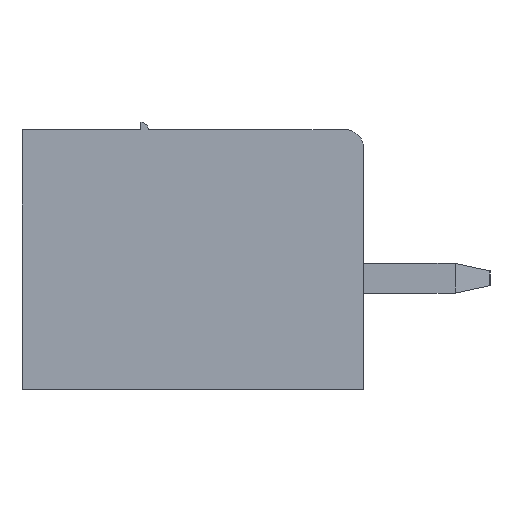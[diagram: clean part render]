
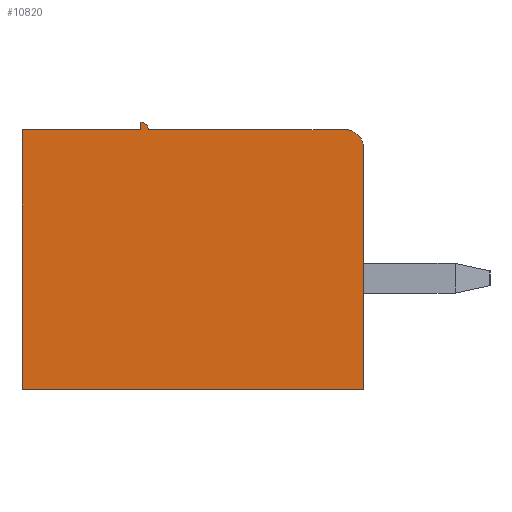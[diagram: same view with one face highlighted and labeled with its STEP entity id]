
A CAD part, left-side view. The second image highlights one B-rep face of the part: STEP entity #10820.
In plain terms, the highlighted planar face has unit normal (-1, 0, 0).
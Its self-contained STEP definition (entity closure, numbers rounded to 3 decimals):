
#377 = VECTOR ( 'NONE', #32814, 1000. ) ;
#569 = EDGE_CURVE ( 'NONE', #25284, #21256, #5546, .T. ) ;
#601 = DIRECTION ( 'NONE',  ( 0., -1., 0. ) ) ;
#660 = VERTEX_POINT ( 'NONE', #46337 ) ;
#878 = VECTOR ( 'NONE', #30629, 1000. ) ;
#1057 = VERTEX_POINT ( 'NONE', #13249 ) ;
#1530 = EDGE_LOOP ( 'NONE', ( #44612, #28280, #25335, #2006, #15403, #42184, #17124, #22892 ) ) ;
#1737 = VERTEX_POINT ( 'NONE', #36920 ) ;
#2006 = ORIENTED_EDGE ( 'NONE', *, *, #31507, .T. ) ;
#2732 = CARTESIAN_POINT ( 'NONE',  ( 0., 9.2, 7. ) ) ;
#2930 = VERTEX_POINT ( 'NONE', #5210 ) ;
#4054 = CARTESIAN_POINT ( 'NONE',  ( 0., 6., 7. ) ) ;
#4219 = DIRECTION ( 'NONE',  ( 0., 0., 1. ) ) ;
#5210 = CARTESIAN_POINT ( 'NONE',  ( 0., 9.2, 0. ) ) ;
#5546 = LINE ( 'NONE', #34140, #878 ) ;
#7536 = CARTESIAN_POINT ( 'NONE',  ( 0., 9.2, 7. ) ) ;
#7699 = CARTESIAN_POINT ( 'NONE',  ( 0., 9.2, 7. ) ) ;
#7899 = EDGE_CURVE ( 'NONE', #22483, #660, #17860, .T. ) ;
#10820 = ADVANCED_FACE ( 'NONE', ( #14762 ), #29258, .F. ) ;
#11679 = CARTESIAN_POINT ( 'NONE',  ( 0., 9.2, 7. ) ) ;
#13249 = CARTESIAN_POINT ( 'NONE',  ( 0., 0., 6.5 ) ) ;
#14342 = CARTESIAN_POINT ( 'NONE',  ( 0., 6., 7. ) ) ;
#14762 = FACE_OUTER_BOUND ( 'NONE', #1530, .T. ) ;
#15403 = ORIENTED_EDGE ( 'NONE', *, *, #569, .T. ) ;
#15980 = DIRECTION ( 'NONE',  ( 0., 0., 1. ) ) ;
#16213 = CARTESIAN_POINT ( 'NONE',  ( 0., 0., 7. ) ) ;
#16285 = DIRECTION ( 'NONE',  ( 0., -1., 0. ) ) ;
#16797 = DIRECTION ( 'NONE',  ( 0., 0., 1. ) ) ;
#17124 = ORIENTED_EDGE ( 'NONE', *, *, #39722, .F. ) ;
#17860 = LINE ( 'NONE', #7536, #377 ) ;
#20595 = AXIS2_PLACEMENT_3D ( 'NONE', #14342, #21579, #4219 ) ;
#20901 = DIRECTION ( 'NONE',  ( -1., 0., 0. ) ) ;
#21256 = VERTEX_POINT ( 'NONE', #4054 ) ;
#21579 = DIRECTION ( 'NONE',  ( -1., 0., 0. ) ) ;
#22483 = VERTEX_POINT ( 'NONE', #26221 ) ;
#22892 = ORIENTED_EDGE ( 'NONE', *, *, #39873, .T. ) ;
#25284 = VERTEX_POINT ( 'NONE', #39387 ) ;
#25335 = ORIENTED_EDGE ( 'NONE', *, *, #7899, .F. ) ;
#26221 = CARTESIAN_POINT ( 'NONE',  ( 0., 5.8, 7. ) ) ;
#26351 = CARTESIAN_POINT ( 'NONE',  ( 0., 9.2, 7. ) ) ;
#28280 = ORIENTED_EDGE ( 'NONE', *, *, #45129, .T. ) ;
#29258 = PLANE ( 'NONE',  #45536 ) ;
#29499 = VECTOR ( 'NONE', #601, 1000. ) ;
#29562 = CIRCLE ( 'NONE', #20595, 0.2 ) ;
#30031 = LINE ( 'NONE', #16213, #31725 ) ;
#30173 = EDGE_CURVE ( 'NONE', #42158, #21256, #40264, .T. ) ;
#30629 = DIRECTION ( 'NONE',  ( 0., 0., -1. ) ) ;
#31507 = EDGE_CURVE ( 'NONE', #22483, #25284, #29562, .T. ) ;
#31544 = LINE ( 'NONE', #2732, #40301 ) ;
#31725 = VECTOR ( 'NONE', #15980, 1000. ) ;
#31939 = CARTESIAN_POINT ( 'NONE',  ( 0., 0.5, 6.5 ) ) ;
#32814 = DIRECTION ( 'NONE',  ( 0., -1., 0. ) ) ;
#34140 = CARTESIAN_POINT ( 'NONE',  ( 0., 6., 7. ) ) ;
#34293 = LINE ( 'NONE', #40446, #38813 ) ;
#34783 = EDGE_CURVE ( 'NONE', #1737, #1057, #30031, .T. ) ;
#35193 = DIRECTION ( 'NONE',  ( 0., 0., -1. ) ) ;
#36048 = AXIS2_PLACEMENT_3D ( 'NONE', #31939, #20901, #35193 ) ;
#36504 = DIRECTION ( 'NONE',  ( 0., 0., -1. ) ) ;
#36920 = CARTESIAN_POINT ( 'NONE',  ( 0., 0., 0. ) ) ;
#38813 = VECTOR ( 'NONE', #16285, 1000. ) ;
#39387 = CARTESIAN_POINT ( 'NONE',  ( 0., 6., 7.2 ) ) ;
#39722 = EDGE_CURVE ( 'NONE', #2930, #42158, #31544, .T. ) ;
#39873 = EDGE_CURVE ( 'NONE', #2930, #1737, #34293, .T. ) ;
#40264 = LINE ( 'NONE', #11679, #29499 ) ;
#40301 = VECTOR ( 'NONE', #16797, 1000. ) ;
#40446 = CARTESIAN_POINT ( 'NONE',  ( 0., 9.2, 0. ) ) ;
#42158 = VERTEX_POINT ( 'NONE', #26351 ) ;
#42184 = ORIENTED_EDGE ( 'NONE', *, *, #30173, .F. ) ;
#43553 = DIRECTION ( 'NONE',  ( 1., 0., 0. ) ) ;
#44308 = CIRCLE ( 'NONE', #36048, 0.5 ) ;
#44612 = ORIENTED_EDGE ( 'NONE', *, *, #34783, .T. ) ;
#45129 = EDGE_CURVE ( 'NONE', #1057, #660, #44308, .T. ) ;
#45536 = AXIS2_PLACEMENT_3D ( 'NONE', #7699, #43553, #36504 ) ;
#46337 = CARTESIAN_POINT ( 'NONE',  ( 0., 0.5, 7. ) ) ;
